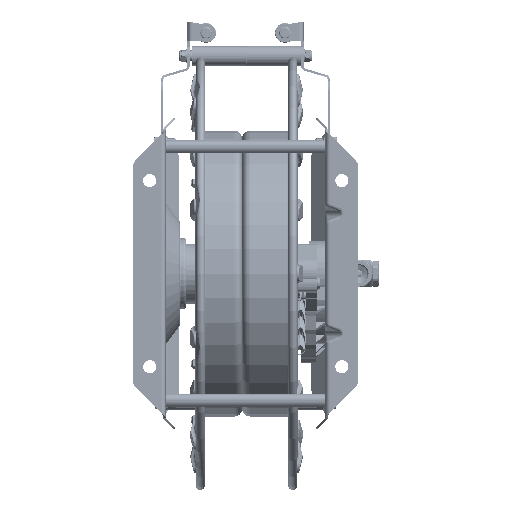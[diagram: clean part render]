
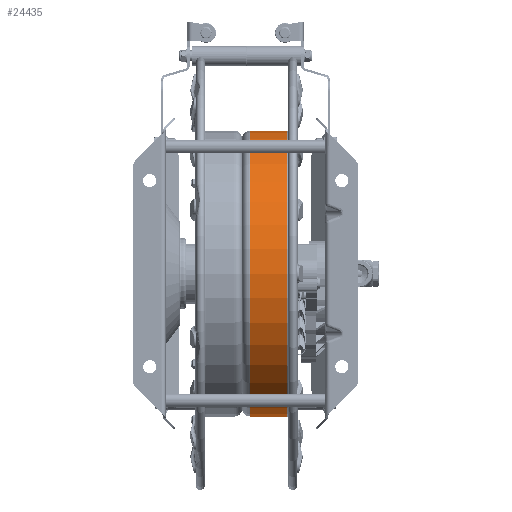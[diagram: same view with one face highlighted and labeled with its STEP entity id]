
A CAD part, front view. The second image highlights one B-rep face of the part: STEP entity #24435.
In plain terms, the highlighted cylindrical face has radius 130.5 mm (diameter 261 mm), a partial arc.
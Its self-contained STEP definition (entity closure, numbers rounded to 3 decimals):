
#4540 = DIRECTION ( 'NONE',  ( 1., 0., 0. ) ) ;
#5902 = LINE ( 'NONE', #63594, #82488 ) ;
#6160 = CARTESIAN_POINT ( 'NONE',  ( -18.129, 0., 0. ) ) ;
#8677 = CARTESIAN_POINT ( 'NONE',  ( -10.024, 0., 0. ) ) ;
#12267 = ORIENTED_EDGE ( 'NONE', *, *, #66313, .F. ) ;
#13514 = VERTEX_POINT ( 'NONE', #131338 ) ;
#18457 = CARTESIAN_POINT ( 'NONE',  ( -10.024, 67.403, -111.746 ) ) ;
#21362 = DIRECTION ( 'NONE',  ( 0., 0., -1. ) ) ;
#24435 = ADVANCED_FACE ( 'NONE', ( #112090, #34905 ), #148097, .T. ) ;
#28491 = DIRECTION ( 'NONE',  ( 0., 0., 1. ) ) ;
#29181 = EDGE_LOOP ( 'NONE', ( #42760, #64357, #37292, #12267 ) ) ;
#32355 = CARTESIAN_POINT ( 'NONE',  ( -6., 0., -130.5 ) ) ;
#32391 = DIRECTION ( 'NONE',  ( -1., 0., 0. ) ) ;
#34905 = FACE_OUTER_BOUND ( 'NONE', #29181, .T. ) ;
#35822 = CARTESIAN_POINT ( 'NONE',  ( -18.129, 63.073, -114.246 ) ) ;
#37292 = ORIENTED_EDGE ( 'NONE', *, *, #62792, .F. ) ;
#37728 = DIRECTION ( 'NONE',  ( 0., 1., 0. ) ) ;
#42760 = ORIENTED_EDGE ( 'NONE', *, *, #146762, .T. ) ;
#45128 = VERTEX_POINT ( 'NONE', #32355 ) ;
#45427 = DIRECTION ( 'NONE',  ( 0., 0., -1. ) ) ;
#45955 = VERTEX_POINT ( 'NONE', #105495 ) ;
#48664 = EDGE_CURVE ( 'NONE', #45955, #68198, #54411, .T. ) ;
#49426 = ORIENTED_EDGE ( 'NONE', *, *, #113901, .F. ) ;
#52600 = EDGE_CURVE ( 'NONE', #108753, #45955, #66111, .T. ) ;
#53850 = DIRECTION ( 'NONE',  ( 1., 0., 0. ) ) ;
#54411 = CIRCLE ( 'NONE', #63903, 130.5 ) ;
#58486 = ORIENTED_EDGE ( 'NONE', *, *, #48664, .F. ) ;
#58503 = DIRECTION ( 'NONE',  ( 1., 0., 0. ) ) ;
#59784 = VECTOR ( 'NONE', #32391, 1000. ) ;
#62792 = EDGE_CURVE ( 'NONE', #45128, #64590, #120985, .T. ) ;
#63594 = CARTESIAN_POINT ( 'NONE',  ( -10.024, 0., 130.5 ) ) ;
#63903 = AXIS2_PLACEMENT_3D ( 'NONE', #97436, #4540, #28491 ) ;
#64357 = ORIENTED_EDGE ( 'NONE', *, *, #102088, .T. ) ;
#64590 = VERTEX_POINT ( 'NONE', #102331 ) ;
#64913 = DIRECTION ( 'NONE',  ( 1., 0., 0. ) ) ;
#65113 = ORIENTED_EDGE ( 'NONE', *, *, #145470, .F. ) ;
#66111 = LINE ( 'NONE', #109586, #59784 ) ;
#66313 = EDGE_CURVE ( 'NONE', #116664, #45128, #125222, .T. ) ;
#66864 = AXIS2_PLACEMENT_3D ( 'NONE', #89566, #78314, #21362 ) ;
#68198 = VERTEX_POINT ( 'NONE', #76012 ) ;
#72225 = CIRCLE ( 'NONE', #74581, 130.5 ) ;
#74361 = DIRECTION ( 'NONE',  ( -1., 0., 0. ) ) ;
#74581 = AXIS2_PLACEMENT_3D ( 'NONE', #6160, #74361, #37728 ) ;
#76012 = CARTESIAN_POINT ( 'NONE',  ( -24.295, 67.403, -111.746 ) ) ;
#76638 = VERTEX_POINT ( 'NONE', #102119 ) ;
#78314 = DIRECTION ( 'NONE',  ( 1., 0., 0. ) ) ;
#79769 = AXIS2_PLACEMENT_3D ( 'NONE', #8677, #137576, #45427 ) ;
#81248 = CIRCLE ( 'NONE', #66864, 130.5 ) ;
#82488 = VECTOR ( 'NONE', #53850, 1000. ) ;
#83361 = CARTESIAN_POINT ( 'NONE',  ( -40., 0., -130.5 ) ) ;
#85195 = LINE ( 'NONE', #18457, #88487 ) ;
#88487 = VECTOR ( 'NONE', #64913, 1000. ) ;
#89566 = CARTESIAN_POINT ( 'NONE',  ( -40., 0., 0. ) ) ;
#89998 = CARTESIAN_POINT ( 'NONE',  ( -10.024, 0., -130.5 ) ) ;
#93061 = VECTOR ( 'NONE', #58503, 1000. ) ;
#97016 = AXIS2_PLACEMENT_3D ( 'NONE', #106544, #130546, #118553 ) ;
#97436 = CARTESIAN_POINT ( 'NONE',  ( -24.295, 0., 0. ) ) ;
#101677 = EDGE_LOOP ( 'NONE', ( #58486, #134551, #49426, #65113 ) ) ;
#102088 = EDGE_CURVE ( 'NONE', #13514, #64590, #5902, .T. ) ;
#102119 = CARTESIAN_POINT ( 'NONE',  ( -18.129, 67.403, -111.746 ) ) ;
#102331 = CARTESIAN_POINT ( 'NONE',  ( -6., 0., 130.5 ) ) ;
#105495 = CARTESIAN_POINT ( 'NONE',  ( -24.295, 63.073, -114.246 ) ) ;
#106544 = CARTESIAN_POINT ( 'NONE',  ( -6., 0., 0. ) ) ;
#108753 = VERTEX_POINT ( 'NONE', #35822 ) ;
#109586 = CARTESIAN_POINT ( 'NONE',  ( -10.024, 63.073, -114.246 ) ) ;
#112090 = FACE_BOUND ( 'NONE', #101677, .T. ) ;
#113901 = EDGE_CURVE ( 'NONE', #76638, #108753, #72225, .T. ) ;
#116664 = VERTEX_POINT ( 'NONE', #83361 ) ;
#118553 = DIRECTION ( 'NONE',  ( 0., 0., -1. ) ) ;
#120985 = CIRCLE ( 'NONE', #97016, 130.5 ) ;
#125222 = LINE ( 'NONE', #89998, #93061 ) ;
#130546 = DIRECTION ( 'NONE',  ( 1., 0., 0. ) ) ;
#131338 = CARTESIAN_POINT ( 'NONE',  ( -40., 0., 130.5 ) ) ;
#134551 = ORIENTED_EDGE ( 'NONE', *, *, #52600, .F. ) ;
#137576 = DIRECTION ( 'NONE',  ( 1., 0., 0. ) ) ;
#145470 = EDGE_CURVE ( 'NONE', #68198, #76638, #85195, .T. ) ;
#146762 = EDGE_CURVE ( 'NONE', #116664, #13514, #81248, .T. ) ;
#148097 = CYLINDRICAL_SURFACE ( 'NONE', #79769, 130.5 ) ;
